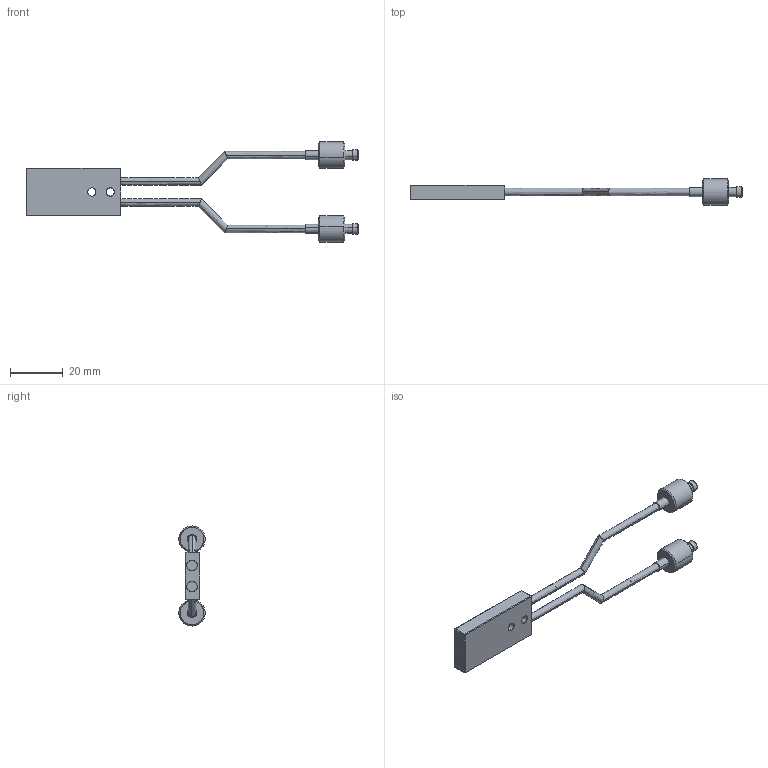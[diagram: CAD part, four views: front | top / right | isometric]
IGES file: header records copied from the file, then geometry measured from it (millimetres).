
Start section: SolidWorks IGES file using analytic representation for surfaces
Global section: file name: GPF-VD23-LF-CT-250.IGS; native system: SolidWorks 2015; preprocessor: SolidWorks 2015; author: TWLEE; date: 171117.170920; units: millimetre
Bounding box: 126 x 9.99 x 37.99 mm (x, y, z)
Surface area: 4485.4 mm2 (no closed solid volume)
Topology: 0 solids, 0 shells, 118 faces, 1624 edges, 1620 vertices
Faces by surface type: revolution 67, bspline 51
